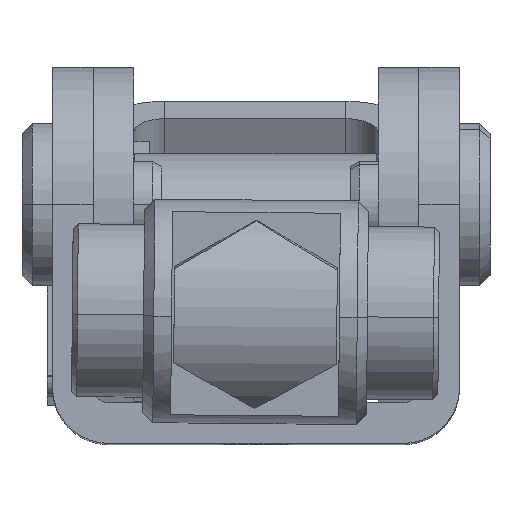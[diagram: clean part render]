
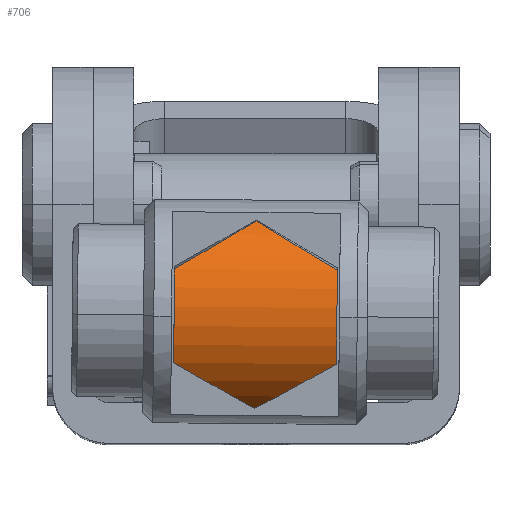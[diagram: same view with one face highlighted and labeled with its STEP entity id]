
A CAD part, top view. The second image highlights one B-rep face of the part: STEP entity #706.
In plain terms, the highlighted cylindrical face has radius 11 mm (diameter 22 mm), a partial arc.
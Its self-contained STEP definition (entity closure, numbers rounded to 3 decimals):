
#89 = VERTEX_POINT ( 'NONE', #1535 ) ;
#165 =( BOUNDED_CURVE ( )  B_SPLINE_CURVE ( 3, ( #5983, #1807, #2194, #3561 ),
 .UNSPECIFIED., .F., .F. ) 
 B_SPLINE_CURVE_WITH_KNOTS ( ( 4, 4 ),
 ( 2.004, 2.568 ),
 .UNSPECIFIED. ) 
 CURVE ( )  GEOMETRIC_REPRESENTATION_ITEM ( )  RATIONAL_B_SPLINE_CURVE ( ( 1., 0.974, 0.974, 1. ) ) 
 REPRESENTATION_ITEM ( '' )  );
#280 = CARTESIAN_POINT ( 'NONE',  ( 4.619, 145.383, 8. ) ) ;
#302 = CARTESIAN_POINT ( 'NONE',  ( -9.238, 141.372, 0. ) ) ;
#340 = VERTEX_POINT ( 'NONE', #5719 ) ;
#456 = CARTESIAN_POINT ( 'NONE',  ( 4.619, 145.383, -8. ) ) ;
#477 = DIRECTION ( 'NONE',  ( -1., 0., 0. ) ) ;
#483 = DIRECTION ( 'NONE',  ( 0., 0., 1. ) ) ;
#508 = CARTESIAN_POINT ( 'NONE',  ( 0., 135.4, 8. ) ) ;
#676 = EDGE_CURVE ( 'NONE', #3326, #340, #4246, .T. ) ;
#706 = ADVANCED_FACE ( 'NONE', ( #7221 ), #3884, .T. ) ;
#814 =( BOUNDED_CURVE ( )  B_SPLINE_CURVE ( 3, ( #302, #2470, #5148, #1226 ),
 .UNSPECIFIED., .F., .T. ) 
 B_SPLINE_CURVE_WITH_KNOTS ( ( 4, 4 ),
 ( 0.574, 1.137 ),
 .UNSPECIFIED. ) 
 CURVE ( )  GEOMETRIC_REPRESENTATION_ITEM ( )  RATIONAL_B_SPLINE_CURVE ( ( 1., 0.974, 0.974, 1. ) ) 
 REPRESENTATION_ITEM ( '' )  );
#1048 = ORIENTED_EDGE ( 'NONE', *, *, #1389, .F. ) ;
#1226 = CARTESIAN_POINT ( 'NONE',  ( -4.619, 145.383, -8. ) ) ;
#1262 = EDGE_CURVE ( 'NONE', #5720, #3326, #814, .T. ) ;
#1389 = EDGE_CURVE ( 'NONE', #89, #5720, #165, .T. ) ;
#1452 = ORIENTED_EDGE ( 'NONE', *, *, #6257, .F. ) ;
#1535 = CARTESIAN_POINT ( 'NONE',  ( -4.619, 145.383, 8. ) ) ;
#1637 = ORIENTED_EDGE ( 'NONE', *, *, #7344, .F. ) ;
#1775 = VERTEX_POINT ( 'NONE', #280 ) ;
#1807 = CARTESIAN_POINT ( 'NONE',  ( -6.519, 144.504, 4.708 ) ) ;
#1961 = CARTESIAN_POINT ( 'NONE',  ( -4.619, 145.383, -8. ) ) ;
#2139 = CARTESIAN_POINT ( 'NONE',  ( 4.619, 145.383, 8. ) ) ;
#2150 = CARTESIAN_POINT ( 'NONE',  ( 6.519, 144.504, 4.708 ) ) ;
#2183 = CARTESIAN_POINT ( 'NONE',  ( 9.238, 141.372, 0. ) ) ;
#2184 = AXIS2_PLACEMENT_3D ( 'NONE', #2413, #2396, #2390 ) ;
#2194 = CARTESIAN_POINT ( 'NONE',  ( -8.101, 143.131, 1.969 ) ) ;
#2201 = CARTESIAN_POINT ( 'NONE',  ( 8.101, 143.131, 1.969 ) ) ;
#2252 = DIRECTION ( 'NONE',  ( 0., 0., 1. ) ) ;
#2262 = CARTESIAN_POINT ( 'NONE',  ( 0., 135.4, -15. ) ) ;
#2390 = DIRECTION ( 'NONE',  ( 1., 0., 0. ) ) ;
#2396 = DIRECTION ( 'NONE',  ( 0., 0., -1. ) ) ;
#2413 = CARTESIAN_POINT ( 'NONE',  ( 0., 135.4, -8. ) ) ;
#2437 = DIRECTION ( 'NONE',  ( 1., 0., 0. ) ) ;
#2470 = CARTESIAN_POINT ( 'NONE',  ( -8.101, 143.131, -1.969 ) ) ;
#2537 = EDGE_CURVE ( 'NONE', #1775, #89, #6845, .T. ) ;
#3326 = VERTEX_POINT ( 'NONE', #1961 ) ;
#3456 =( BOUNDED_CURVE ( )  B_SPLINE_CURVE ( 3, ( #456, #7228, #7192, #7182 ),
 .UNSPECIFIED., .F., .F. ) 
 B_SPLINE_CURVE_WITH_KNOTS ( ( 4, 4 ),
 ( 5.146, 5.709 ),
 .UNSPECIFIED. ) 
 CURVE ( )  GEOMETRIC_REPRESENTATION_ITEM ( )  RATIONAL_B_SPLINE_CURVE ( ( 1., 0.974, 0.974, 1. ) ) 
 REPRESENTATION_ITEM ( '' )  );
#3561 = CARTESIAN_POINT ( 'NONE',  ( -9.238, 141.372, 0. ) ) ;
#3703 = AXIS2_PLACEMENT_3D ( 'NONE', #2262, #2252, #2437 ) ;
#3815 = ORIENTED_EDGE ( 'NONE', *, *, #2537, .F. ) ;
#3884 = CYLINDRICAL_SURFACE ( 'NONE', #3703, 11. ) ;
#4066 = ORIENTED_EDGE ( 'NONE', *, *, #1262, .F. ) ;
#4246 = CIRCLE ( 'NONE', #2184, 11. ) ;
#4424 = VERTEX_POINT ( 'NONE', #6323 ) ;
#4793 = CARTESIAN_POINT ( 'NONE',  ( -9.238, 141.372, 0. ) ) ;
#4847 =( BOUNDED_CURVE ( )  B_SPLINE_CURVE ( 3, ( #2183, #2201, #2150, #2139 ),
 .UNSPECIFIED., .F., .F. ) 
 B_SPLINE_CURVE_WITH_KNOTS ( ( 4, 4 ),
 ( 3.716, 4.279 ),
 .UNSPECIFIED. ) 
 CURVE ( )  GEOMETRIC_REPRESENTATION_ITEM ( )  RATIONAL_B_SPLINE_CURVE ( ( 1., 0.974, 0.974, 1. ) ) 
 REPRESENTATION_ITEM ( '' )  );
#5014 = EDGE_LOOP ( 'NONE', ( #1637, #1452, #5585, #4066, #1048, #3815 ) ) ;
#5148 = CARTESIAN_POINT ( 'NONE',  ( -6.519, 144.504, -4.708 ) ) ;
#5585 = ORIENTED_EDGE ( 'NONE', *, *, #676, .F. ) ;
#5719 = CARTESIAN_POINT ( 'NONE',  ( 4.619, 145.383, -8. ) ) ;
#5720 = VERTEX_POINT ( 'NONE', #4793 ) ;
#5983 = CARTESIAN_POINT ( 'NONE',  ( -4.619, 145.383, 8. ) ) ;
#6257 = EDGE_CURVE ( 'NONE', #340, #4424, #3456, .T. ) ;
#6323 = CARTESIAN_POINT ( 'NONE',  ( 9.238, 141.372, 0. ) ) ;
#6763 = AXIS2_PLACEMENT_3D ( 'NONE', #508, #483, #477 ) ;
#6845 = CIRCLE ( 'NONE', #6763, 11. ) ;
#7182 = CARTESIAN_POINT ( 'NONE',  ( 9.238, 141.372, 0. ) ) ;
#7192 = CARTESIAN_POINT ( 'NONE',  ( 8.101, 143.131, -1.969 ) ) ;
#7221 = FACE_OUTER_BOUND ( 'NONE', #5014, .T. ) ;
#7228 = CARTESIAN_POINT ( 'NONE',  ( 6.519, 144.504, -4.708 ) ) ;
#7344 = EDGE_CURVE ( 'NONE', #4424, #1775, #4847, .T. ) ;
